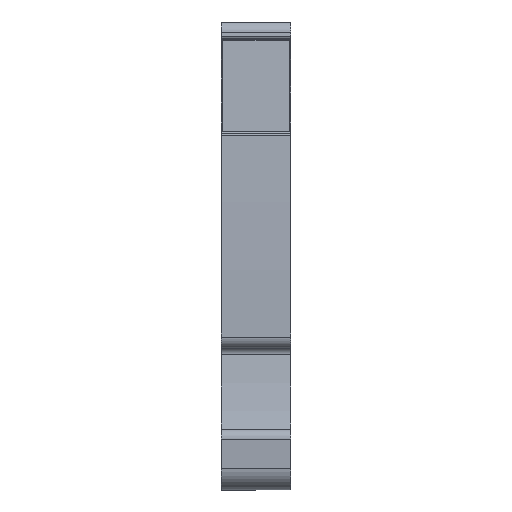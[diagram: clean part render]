
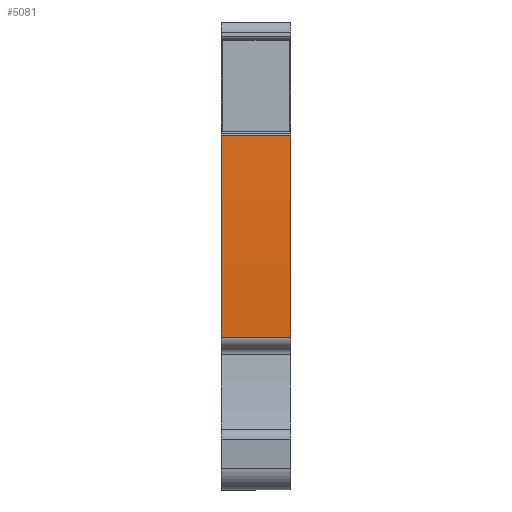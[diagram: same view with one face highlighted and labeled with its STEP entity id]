
A CAD part, front view. The second image highlights one B-rep face of the part: STEP entity #5081.
In plain terms, the highlighted cylindrical face has radius 248.5 mm (diameter 497 mm), a partial arc.
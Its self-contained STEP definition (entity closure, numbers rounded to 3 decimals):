
#4171=AXIS2_PLACEMENT_3D('Cylinder Axis2P3D',#4168,#4169,#4170) ;
#5058=AXIS2_PLACEMENT_3D('Circle Axis2P3D',#5056,#5057,$) ;
#5072=AXIS2_PLACEMENT_3D('Circle Axis2P3D',#5070,#5071,$) ;
#4168=CARTESIAN_POINT('Axis2P3D Location',(3.05,249.996,17.05)) ;
#5032=CARTESIAN_POINT('Vertex',(0.,1.896,31.153)) ;
#5035=CARTESIAN_POINT('Line Origine',(3.05,1.896,31.153)) ;
#5039=CARTESIAN_POINT('Vertex',(6.1,1.896,31.153)) ;
#5056=CARTESIAN_POINT('Axis2P3D Location',(0.,249.996,17.05)) ;
#5060=CARTESIAN_POINT('Vertex',(0.,1.522,13.435)) ;
#5063=CARTESIAN_POINT('Line Origine',(3.05,1.522,13.435)) ;
#5067=CARTESIAN_POINT('Vertex',(6.1,1.522,13.435)) ;
#5070=CARTESIAN_POINT('Axis2P3D Location',(6.1,249.996,17.05)) ;
#4169=DIRECTION('Axis2P3D Direction',(1.,0.,0.)) ;
#4170=DIRECTION('Axis2P3D XDirection',(0.,-0.996,0.093)) ;
#5036=DIRECTION('Vector Direction',(1.,0.,0.)) ;
#5057=DIRECTION('Axis2P3D Direction',(1.,0.,0.)) ;
#5064=DIRECTION('Vector Direction',(1.,0.,0.)) ;
#5071=DIRECTION('Axis2P3D Direction',(1.,0.,0.)) ;
#5037=VECTOR('Line Direction',#5036,1.) ;
#5065=VECTOR('Line Direction',#5064,1.) ;
#5076=ORIENTED_EDGE('',*,*,#5041,.F.) ;
#5077=ORIENTED_EDGE('',*,*,#5062,.T.) ;
#5078=ORIENTED_EDGE('',*,*,#5069,.T.) ;
#5079=ORIENTED_EDGE('',*,*,#5074,.F.) ;
#5081=ADVANCED_FACE('MLD',(#5080),#4172,.T.) ;
#5059=CIRCLE('generated circle',#5058,248.5) ;
#5073=CIRCLE('generated circle',#5072,248.5) ;
#4172=CYLINDRICAL_SURFACE('generated cylinder',#4171,248.5) ;
#5041=EDGE_CURVE('',#5033,#5040,#5038,.T.) ;
#5062=EDGE_CURVE('',#5033,#5061,#5059,.T.) ;
#5069=EDGE_CURVE('',#5061,#5068,#5066,.T.) ;
#5074=EDGE_CURVE('',#5040,#5068,#5073,.T.) ;
#5075=EDGE_LOOP('',(#5076,#5077,#5078,#5079)) ;
#5080=FACE_OUTER_BOUND('',#5075,.T.) ;
#5038=LINE('Line',#5035,#5037) ;
#5066=LINE('Line',#5063,#5065) ;
#5033=VERTEX_POINT('',#5032) ;
#5040=VERTEX_POINT('',#5039) ;
#5061=VERTEX_POINT('',#5060) ;
#5068=VERTEX_POINT('',#5067) ;
